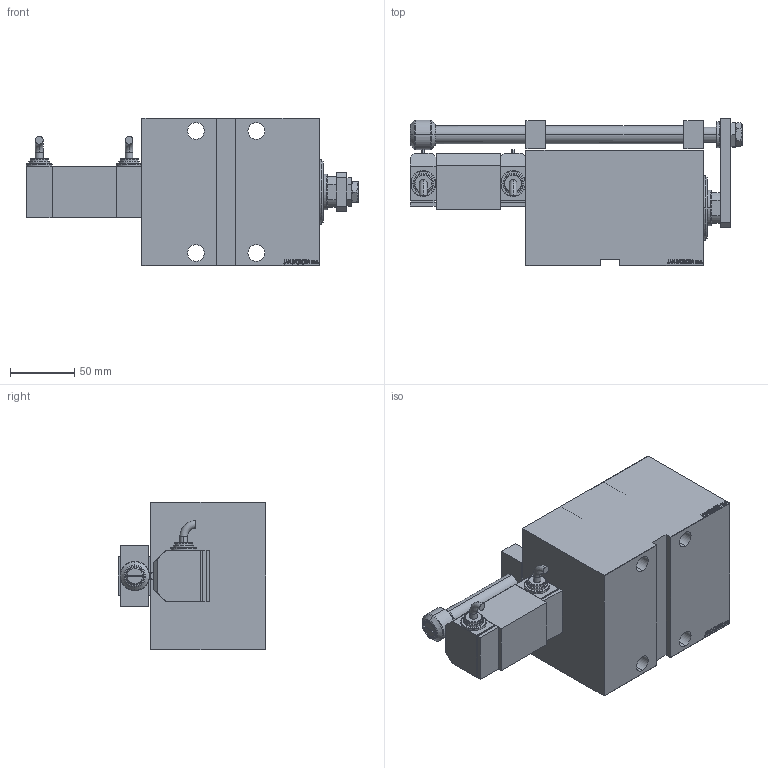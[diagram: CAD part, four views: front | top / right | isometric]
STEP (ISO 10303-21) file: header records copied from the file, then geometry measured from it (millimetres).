
FILE_DESCRIPTION (( 'STEP AP203' ), '1' );
FILE_NAME ('14df.STEP', '2022-04-17T02:17:02', ( '' ), ( '' ), 'SwSTEP 2.0', 'SolidWorks 2019', '' );
FILE_SCHEMA (( 'CONFIG_CONTROL_DESIGN' ));
Length unit declared in the file: millimetre
Products named in the file (13): KROUZEK_PRO_TYC a6e2c05500302b83ad91cb34fa72a17a; V450CM_E_Body a6e2c05500302b83ad91cb34fa72a17a; V450CM_E_VCP a6e2c05500302b83ad91cb34fa72a17a; SWITCH P a6e2c05500302b83ad91cb34fa72a17a; NUT_D19_P a6e2c05500302b83ad91cb34fa72a17a; V450CM_VC_B a6e2c05500302b83ad91cb34fa72a17a; SWITCH_P_FRONT_BACK a6e2c05500302b83ad91cb34fa72a17a; TYC_P a6e2c05500302b83ad91cb34fa72a17a; NUT_D16 a6e2c05500302b83ad91cb34fa72a17a; ZARAZKA_P a6e2c05500302b83ad91cb34fa72a17a; SWITCH DIM W_B a6e2c05500302b83ad91cb34fa72a17a; 14df; MIDDLE a6e2c05500302b83ad91cb34fa72a17a
Assembly tree (14 placements, depth 2):
  14df
    V450CM_E_Body a6e2c05500302b83ad91cb34fa72a17a
    V450CM_E_VCP a6e2c05500302b83ad91cb34fa72a17a
    V450CM_VC_B a6e2c05500302b83ad91cb34fa72a17a
    ZARAZKA_P a6e2c05500302b83ad91cb34fa72a17a
    KROUZEK_PRO_TYC a6e2c05500302b83ad91cb34fa72a17a
    MIDDLE a6e2c05500302b83ad91cb34fa72a17a
    NUT_D16 a6e2c05500302b83ad91cb34fa72a17a
    NUT_D19_P a6e2c05500302b83ad91cb34fa72a17a
    SWITCH DIM W_B a6e2c05500302b83ad91cb34fa72a17a
    SWITCH P a6e2c05500302b83ad91cb34fa72a17a  x2
    SWITCH_P_FRONT_BACK a6e2c05500302b83ad91cb34fa72a17a  x2
    TYC_P a6e2c05500302b83ad91cb34fa72a17a
Bounding box: 258.5 x 115 x 115 mm (x, y, z)
Volume: 1406142.3 mm3; surface area: 214910.1 mm2
Topology: 14 solids, 14 shells, 1086 faces, 2714 edges, 1784 vertices
Faces by surface type: plane 525, bspline 380, cylinder 112, cone 37, torus 32
Entity records: 48908 total; most frequent: CARTESIAN_POINT 25343, ORIENTED_EDGE 5128, DIRECTION 3363, EDGE_CURVE 2564, VERTEX_POINT 1688, VECTOR 1491, LINE 1491, EDGE_LOOP 1172
